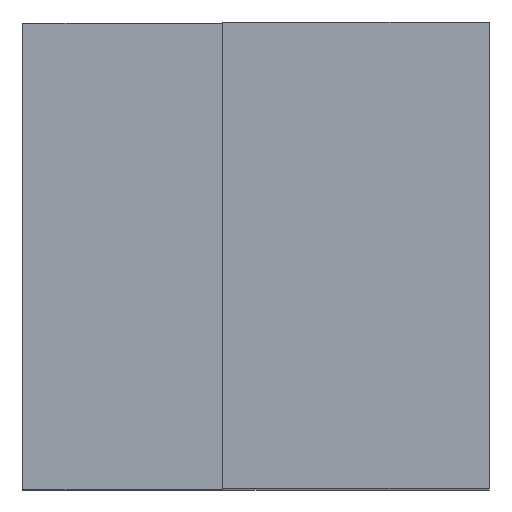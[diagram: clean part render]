
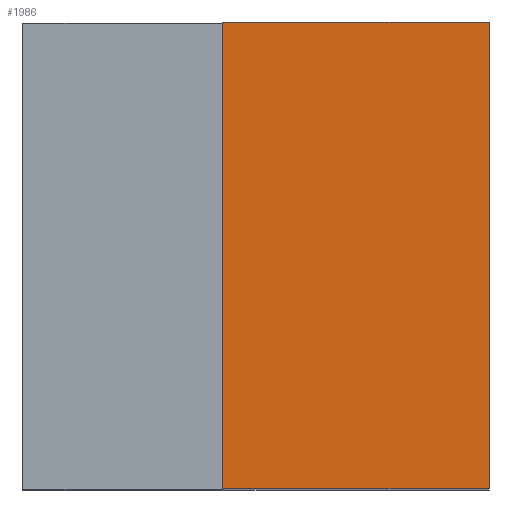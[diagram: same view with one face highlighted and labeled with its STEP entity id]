
A CAD part, top view. The second image highlights one B-rep face of the part: STEP entity #1986.
In plain terms, the highlighted planar face has unit normal (0, 0, 1).
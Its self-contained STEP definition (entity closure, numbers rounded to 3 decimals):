
#118 = LINE ( 'NONE', #136, #942 ) ;
#136 = CARTESIAN_POINT ( 'NONE',  ( -0.5, -3.5, 14. ) ) ;
#138 = DIRECTION ( 'NONE',  ( 1., 0., 0. ) ) ;
#140 = LINE ( 'NONE', #148, #938 ) ;
#148 = CARTESIAN_POINT ( 'NONE',  ( 3.5, -3.5, 14. ) ) ;
#149 = DIRECTION ( 'NONE',  ( 0., 1., 0. ) ) ;
#478 = EDGE_CURVE ( 'NONE', #785, #789, #118, .T. ) ;
#482 = EDGE_CURVE ( 'NONE', #789, #779, #140, .T. ) ;
#725 = EDGE_CURVE ( 'NONE', #779, #793, #1546, .T. ) ;
#731 = EDGE_CURVE ( 'NONE', #793, #785, #1549, .T. ) ;
#739 = VECTOR ( 'NONE', #1564, 1000. ) ;
#754 = VECTOR ( 'NONE', #1547, 1000. ) ;
#779 = VERTEX_POINT ( 'NONE', #1593 ) ;
#785 = VERTEX_POINT ( 'NONE', #1599 ) ;
#789 = VERTEX_POINT ( 'NONE', #1603 ) ;
#793 = VERTEX_POINT ( 'NONE', #1607 ) ;
#829 = EDGE_LOOP ( 'NONE', ( #2454, #2453, #2449, #2446 ) ) ;
#938 = VECTOR ( 'NONE', #149, 1000. ) ;
#942 = VECTOR ( 'NONE', #138, 1000. ) ;
#1272 = CARTESIAN_POINT ( 'NONE',  ( 3.5, -3.5, 14. ) ) ;
#1280 = FACE_OUTER_BOUND ( 'NONE', #829, .T. ) ;
#1281 = PLANE ( 'NONE',  #1867 ) ;
#1283 = DIRECTION ( 'NONE',  ( 0., 0., 1. ) ) ;
#1284 = DIRECTION ( 'NONE',  ( 1., 0., 0. ) ) ;
#1545 = CARTESIAN_POINT ( 'NONE',  ( 3.5, 3.5, 14. ) ) ;
#1546 = LINE ( 'NONE', #1545, #754 ) ;
#1547 = DIRECTION ( 'NONE',  ( -1., 0., 0. ) ) ;
#1549 = LINE ( 'NONE', #1563, #739 ) ;
#1563 = CARTESIAN_POINT ( 'NONE',  ( -0.5, 3.5, 14. ) ) ;
#1564 = DIRECTION ( 'NONE',  ( 0., -1., 0. ) ) ;
#1593 = CARTESIAN_POINT ( 'NONE',  ( 3.5, 3.5, 14. ) ) ;
#1599 = CARTESIAN_POINT ( 'NONE',  ( -0.5, -3.5, 14. ) ) ;
#1603 = CARTESIAN_POINT ( 'NONE',  ( 3.5, -3.5, 14. ) ) ;
#1607 = CARTESIAN_POINT ( 'NONE',  ( -0.5, 3.5, 14. ) ) ;
#1867 = AXIS2_PLACEMENT_3D ( 'NONE', #1272, #1283, #1284 ) ;
#1986 = ADVANCED_FACE ( 'NONE', ( #1280 ), #1281, .T. ) ;
#2446 = ORIENTED_EDGE ( 'NONE', *, *, #731, .T. ) ;
#2449 = ORIENTED_EDGE ( 'NONE', *, *, #725, .T. ) ;
#2453 = ORIENTED_EDGE ( 'NONE', *, *, #482, .T. ) ;
#2454 = ORIENTED_EDGE ( 'NONE', *, *, #478, .T. ) ;
